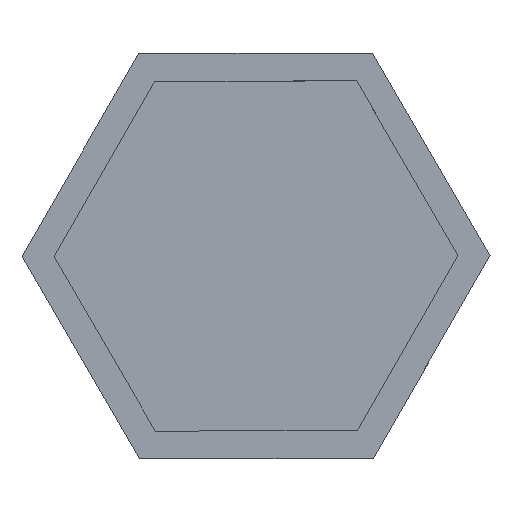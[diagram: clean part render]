
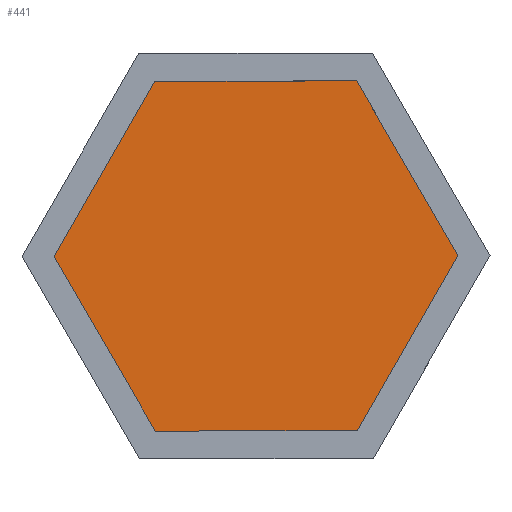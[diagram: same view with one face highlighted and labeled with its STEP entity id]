
A CAD part, top view. The second image highlights one B-rep face of the part: STEP entity #441.
In plain terms, the highlighted planar face has unit normal (0, 0, 1).
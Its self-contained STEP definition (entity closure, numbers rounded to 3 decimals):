
#301 = EDGE_CURVE('',#302,#304,#306,.T.);
#302 = VERTEX_POINT('',#303);
#303 = CARTESIAN_POINT('',(-216.545,373.275,20.));
#304 = VERTEX_POINT('',#305);
#305 = CARTESIAN_POINT('',(-431.538,-0.896,20.));
#306 = LINE('',#307,#308);
#307 = CARTESIAN_POINT('',(-216.545,373.275,20.));
#308 = VECTOR('',#309,1.);
#309 = DIRECTION('',(-0.498,-0.867,0.));
#332 = EDGE_CURVE('',#304,#333,#335,.T.);
#333 = VERTEX_POINT('',#334);
#334 = CARTESIAN_POINT('',(-214.993,-374.171,20.));
#335 = LINE('',#336,#337);
#336 = CARTESIAN_POINT('',(-431.538,-0.896,20.));
#337 = VECTOR('',#338,1.);
#338 = DIRECTION('',(0.502,-0.865,0.));
#356 = EDGE_CURVE('',#333,#357,#359,.T.);
#357 = VERTEX_POINT('',#358);
#358 = CARTESIAN_POINT('',(216.545,-373.275,20.));
#359 = LINE('',#360,#361);
#360 = CARTESIAN_POINT('',(-214.993,-374.171,20.));
#361 = VECTOR('',#362,1.);
#362 = DIRECTION('',(1.,0.002,0.));
#380 = EDGE_CURVE('',#357,#381,#383,.T.);
#381 = VERTEX_POINT('',#382);
#382 = CARTESIAN_POINT('',(431.538,0.896,20.));
#383 = LINE('',#384,#385);
#384 = CARTESIAN_POINT('',(216.545,-373.275,20.));
#385 = VECTOR('',#386,1.);
#386 = DIRECTION('',(0.498,0.867,0.));
#404 = EDGE_CURVE('',#381,#405,#407,.T.);
#405 = VERTEX_POINT('',#406);
#406 = CARTESIAN_POINT('',(214.993,374.171,20.));
#407 = LINE('',#408,#409);
#408 = CARTESIAN_POINT('',(431.538,0.896,20.));
#409 = VECTOR('',#410,1.);
#410 = DIRECTION('',(-0.502,0.865,0.));
#428 = EDGE_CURVE('',#405,#302,#429,.T.);
#429 = LINE('',#430,#431);
#430 = CARTESIAN_POINT('',(214.993,374.171,20.));
#431 = VECTOR('',#432,1.);
#432 = DIRECTION('',(-1.,-0.002,0.));
#441 = ADVANCED_FACE('',(#442),#450,.T.);
#442 = FACE_BOUND('',#443,.T.);
#443 = EDGE_LOOP('',(#444,#445,#446,#447,#448,#449));
#444 = ORIENTED_EDGE('',*,*,#428,.T.);
#445 = ORIENTED_EDGE('',*,*,#301,.T.);
#446 = ORIENTED_EDGE('',*,*,#332,.T.);
#447 = ORIENTED_EDGE('',*,*,#356,.T.);
#448 = ORIENTED_EDGE('',*,*,#380,.T.);
#449 = ORIENTED_EDGE('',*,*,#404,.T.);
#450 = PLANE('',#451);
#451 = AXIS2_PLACEMENT_3D('',#452,#453,#454);
#452 = CARTESIAN_POINT('',(0.,0.,20.));
#453 = DIRECTION('',(0.,0.,1.));
#454 = DIRECTION('',(1.,0.,0.));
